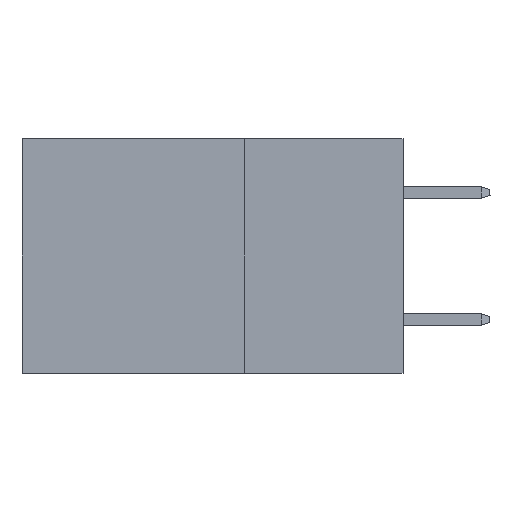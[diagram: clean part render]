
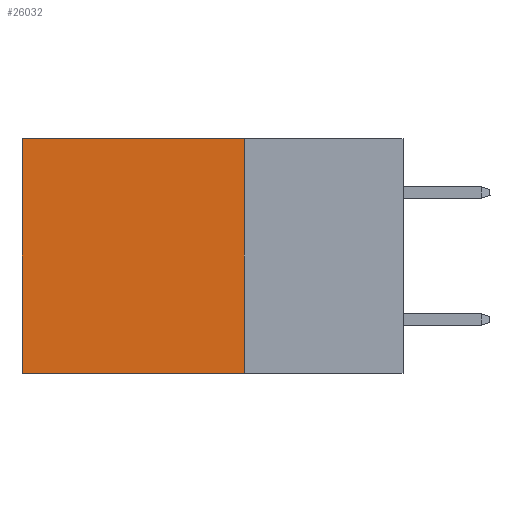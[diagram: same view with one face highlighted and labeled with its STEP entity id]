
A CAD part, left-side view. The second image highlights one B-rep face of the part: STEP entity #26032.
In plain terms, the highlighted planar face has unit normal (-1, 0, 0).
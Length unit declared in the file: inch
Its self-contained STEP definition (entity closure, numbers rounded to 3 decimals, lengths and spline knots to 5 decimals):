
#553 = VERTEX_POINT ( 'NONE', #10804 ) ;
#607 = EDGE_CURVE ( 'NONE', #6944, #553, #9819, .T. ) ;
#699 = VECTOR ( 'NONE', #20436, 39.37008 ) ;
#1390 = CARTESIAN_POINT ( 'NONE',  ( 0.2875, 0.6, 0. ) ) ;
#1993 = DIRECTION ( 'NONE',  ( 1., 0., 0. ) ) ;
#3300 = VECTOR ( 'NONE', #16957, 39.37008 ) ;
#3948 = LINE ( 'NONE', #11930, #33838 ) ;
#4413 = PLANE ( 'NONE',  #19315 ) ;
#5706 = VERTEX_POINT ( 'NONE', #25659 ) ;
#6431 = EDGE_CURVE ( 'NONE', #553, #27922, #26898, .T. ) ;
#6944 = VERTEX_POINT ( 'NONE', #8961 ) ;
#8961 = CARTESIAN_POINT ( 'NONE',  ( 0.2875, 0.25, 0. ) ) ;
#9819 = LINE ( 'NONE', #17651, #699 ) ;
#10804 = CARTESIAN_POINT ( 'NONE',  ( 0.2875, 0.25, -0.37 ) ) ;
#11793 = DIRECTION ( 'NONE',  ( 0., 0., -1. ) ) ;
#11930 = CARTESIAN_POINT ( 'NONE',  ( 0.2875, 0.25, 0. ) ) ;
#12002 = EDGE_LOOP ( 'NONE', ( #32405, #25770, #25376, #22399 ) ) ;
#12230 = FACE_OUTER_BOUND ( 'NONE', #12002, .T. ) ;
#13264 = EDGE_CURVE ( 'NONE', #6944, #5706, #3948, .T. ) ;
#13858 = CARTESIAN_POINT ( 'NONE',  ( 0.2875, 0.6, -0.37 ) ) ;
#14164 = CARTESIAN_POINT ( 'NONE',  ( 0.2875, 0.25, -0.37 ) ) ;
#16957 = DIRECTION ( 'NONE',  ( 0., 1., 0. ) ) ;
#17651 = CARTESIAN_POINT ( 'NONE',  ( 0.2875, 0.25, 0. ) ) ;
#19315 = AXIS2_PLACEMENT_3D ( 'NONE', #28245, #1993, #25482 ) ;
#20436 = DIRECTION ( 'NONE',  ( 0., 0., -1. ) ) ;
#22399 = ORIENTED_EDGE ( 'NONE', *, *, #13264, .T. ) ;
#23956 = EDGE_CURVE ( 'NONE', #5706, #27922, #33841, .T. ) ;
#25376 = ORIENTED_EDGE ( 'NONE', *, *, #607, .F. ) ;
#25482 = DIRECTION ( 'NONE',  ( 0., 0., -1. ) ) ;
#25659 = CARTESIAN_POINT ( 'NONE',  ( 0.2875, 0.6, 0. ) ) ;
#25770 = ORIENTED_EDGE ( 'NONE', *, *, #6431, .F. ) ;
#26032 = ADVANCED_FACE ( 'NONE', ( #12230 ), #4413, .F. ) ;
#26898 = LINE ( 'NONE', #14164, #3300 ) ;
#27067 = VECTOR ( 'NONE', #11793, 39.37008 ) ;
#27922 = VERTEX_POINT ( 'NONE', #13858 ) ;
#28245 = CARTESIAN_POINT ( 'NONE',  ( 0.2875, 0.25, 0. ) ) ;
#32405 = ORIENTED_EDGE ( 'NONE', *, *, #23956, .T. ) ;
#32998 = DIRECTION ( 'NONE',  ( 0., 1., 0. ) ) ;
#33838 = VECTOR ( 'NONE', #32998, 39.37008 ) ;
#33841 = LINE ( 'NONE', #1390, #27067 ) ;
